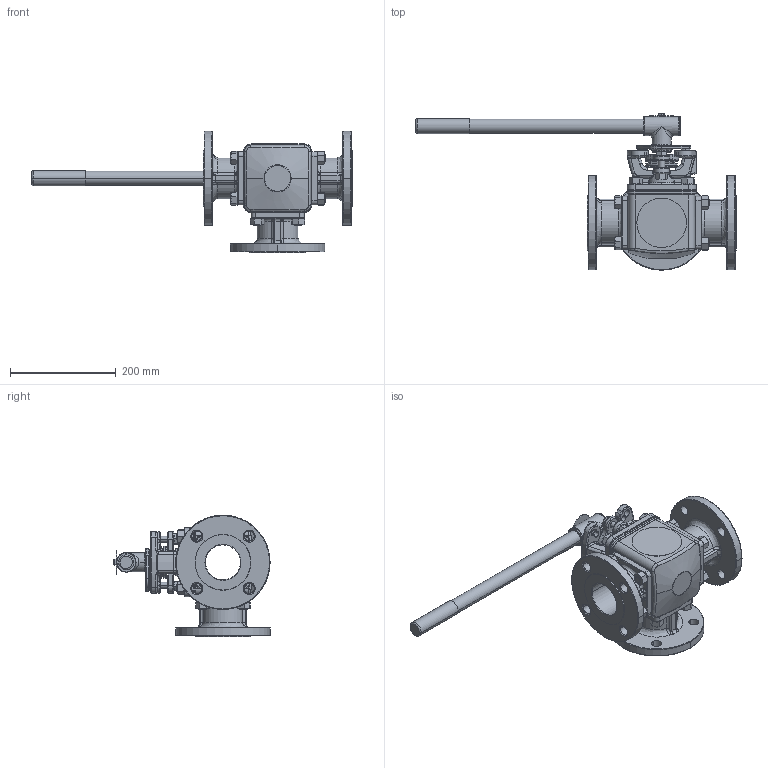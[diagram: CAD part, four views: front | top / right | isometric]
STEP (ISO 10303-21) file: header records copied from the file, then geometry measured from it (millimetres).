
FILE_DESCRIPTION (( 'STEP AP214' ), '1' );
FILE_NAME ('31-F1-0250-XXX.step', '2019-08-21T18:09:04', ( '' ), ( '' ), 'SwSTEP 2.0', 'SolidWorks 2019', '' );
FILE_SCHEMA (( 'AUTOMOTIVE_DESIGN' ));
Length unit declared in the file: inch
Products named in the file (2): 31-F1-0250-XXX
Bounding box: 604.1 x 294.6 x 229.36 mm (x, y, z)
Surface area: 553550.6 mm2 (no closed solid volume)
Topology: 0 solids, 54 shells, 1198 faces, 3189 edges, 1979 vertices
Faces by surface type: cylinder 378, bspline 320, plane 279, cone 219, torus 2
Entity records: 68318 total; most frequent: CARTESIAN_POINT 25437, ORIENTED_EDGE 5570, DIRECTION 5520, EDGE_CURVE 3164, AXIS2_PLACEMENT_3D 2294, VERTEX_POINT 1979, CIRCLE 1414, EDGE_LOOP 1321
